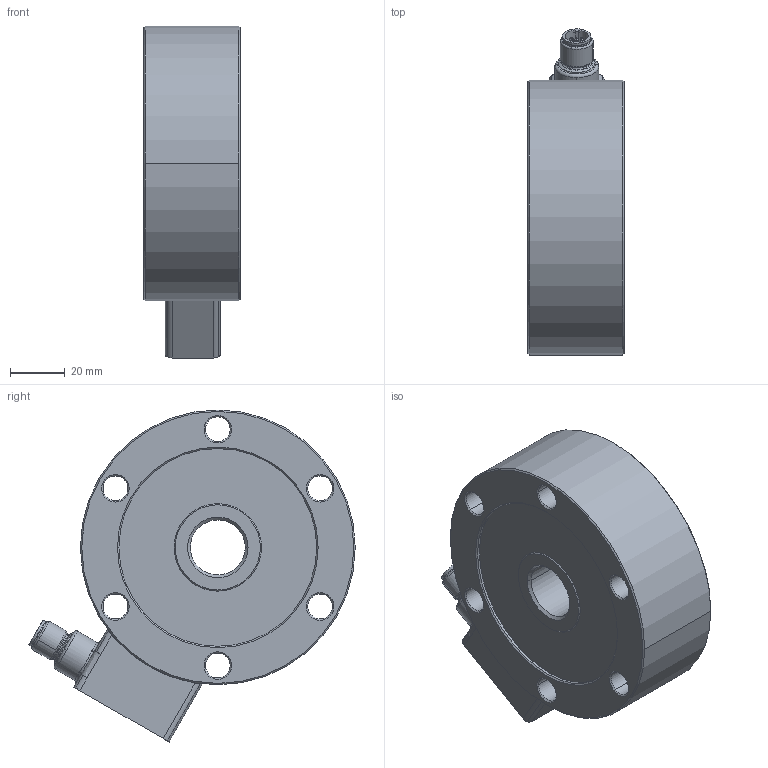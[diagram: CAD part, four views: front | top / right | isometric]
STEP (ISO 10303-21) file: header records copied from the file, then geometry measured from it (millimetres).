
FILE_DESCRIPTION(('STEP AP214'),'1');
FILE_NAME('TC4 Ø100 with M12.stp','2019-04-15T13:09:56',(' '),(' '),'Spatial InterOp 3D',' ',' ');
FILE_SCHEMA(('automotive_design'));
Length unit declared in the file: millimetre
Products named in the file (5): TC4 Ø100 with M12; TC4 Ø100 con M12; Scatolina AEP; M12 fairlead; Pin holder
Assembly tree (4 placements, depth 2):
  TC4 Ø100 with M12
    TC4 Ø100 con M12
    Scatolina AEP
    M12 fairlead
    Pin holder
Bounding box: 35 x 118.77 x 120.81 mm (x, y, z)
Volume: 251505.5 mm3; surface area: 44383.6 mm2
Topology: 9 solids, 14 shells, 240 faces, 593 edges, 387 vertices
Faces by surface type: cylinder 113, plane 57, cone 44, torus 22, bspline 4
Entity records: 9856 total; most frequent: CARTESIAN_POINT 1794, DIRECTION 1362, ORIENTED_EDGE 1170, EDGE_CURVE 593, AXIS2_PLACEMENT_3D 568, VERTEX_POINT 387, CIRCLE 327, EDGE_LOOP 276
